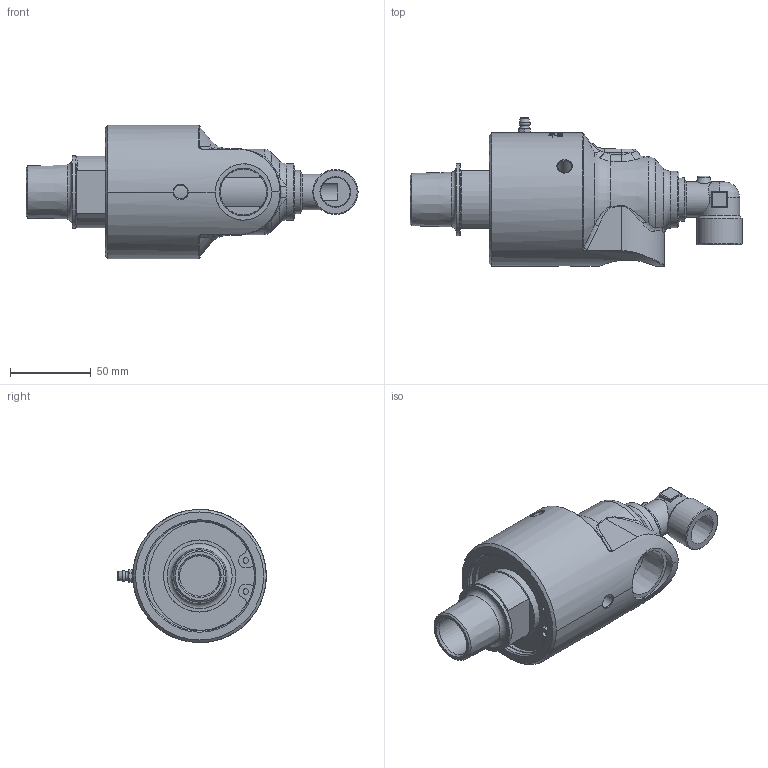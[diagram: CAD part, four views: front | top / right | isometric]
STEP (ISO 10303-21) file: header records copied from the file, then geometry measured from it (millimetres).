
FILE_DESCRIPTION(/* description */ (''),/* implementation_level */ '2;1');
FILE_NAME(/* name */ '357-000-002083-IC.stp',/* time_stamp */ '2020-05-18T08:57:32-05:00',/* author */ ('Moorera'),/* organization */ (''),/* preprocessor_version */ 'ST-DEVELOPER v18.1',/* originating_system */ 'Autodesk Inventor 2020',/* authorisation */ '');
FILE_SCHEMA (('AUTOMOTIVE_DESIGN { 1 0 10303 214 3 1 1 }'));
Length unit declared in the file: millimetre
Products named in the file (1): 357-000-002083-IC
Bounding box: 205.74 x 92.01 x 82.6 mm (x, y, z)
Volume: 492486 mm3; surface area: 59302.2 mm2
Topology: 1 solids, 2 shells, 551 faces, 1454 edges, 957 vertices
Faces by surface type: bspline 270, plane 132, cylinder 90, cone 44, torus 12, sphere 3
Full cylindrical faces by diameter (mm): 2.005 x1, 3.444 x2, 3.5 x1, 5.359 x1, 8.6 x3, 14.5 x1, 17.4 x1, 18.25 x1, 22 x1, 25 x1, 28 x1, 28.575 x1, 34.9 x1, 44.65 x2, 68.1 x1
Entity records: 29153 total; most frequent: CARTESIAN_POINT 16654, ORIENTED_EDGE 2902, DIRECTION 1939, EDGE_CURVE 1451, VERTEX_POINT 957, AXIS2_PLACEMENT_3D 739, EDGE_LOOP 606, FACE_OUTER_BOUND 551
